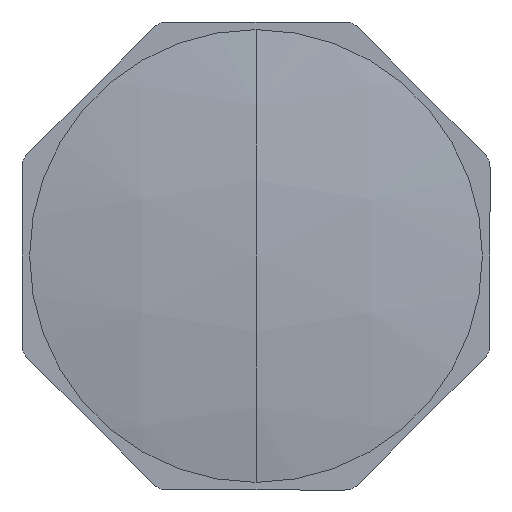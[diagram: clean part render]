
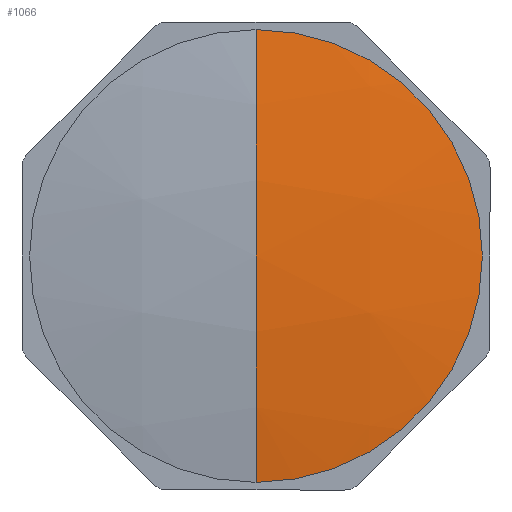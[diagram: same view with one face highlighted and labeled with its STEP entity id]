
A CAD part, left-side view. The second image highlights one B-rep face of the part: STEP entity #1066.
In plain terms, the highlighted spherical face has radius 138.417 mm.
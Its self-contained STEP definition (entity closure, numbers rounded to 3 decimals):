
#512 = EDGE_LOOP ( 'NONE', ( #765, #766, #767 ) ) ;
#765 = ORIENTED_EDGE ( 'NONE', *, *, #2549, .T. ) ;
#766 = ORIENTED_EDGE ( 'NONE', *, *, #2550, .T. ) ;
#767 = ORIENTED_EDGE ( 'NONE', *, *, #2551, .F. ) ;
#845 = VERTEX_POINT ( 'NONE', #952 ) ;
#849 = VERTEX_POINT ( 'NONE', #958 ) ;
#853 = VERTEX_POINT ( 'NONE', #960 ) ;
#952 = CARTESIAN_POINT ( 'NONE',  ( 0., 0., 0. ) ) ;
#958 = CARTESIAN_POINT ( 'NONE',  ( 1.8, 0., -22.25 ) ) ;
#960 = CARTESIAN_POINT ( 'NONE',  ( 1.8, 0., 22.25 ) ) ;
#1066 = ADVANCED_FACE ( 'NONE', ( #5998 ), #6000, .T. ) ;
#1124 = AXIS2_PLACEMENT_3D ( 'NONE', #5997, #6003, #6004 ) ;
#1241 = CIRCLE ( 'NONE', #1250, 138.417 ) ;
#1245 = CIRCLE ( 'NONE', #1248, 22.25 ) ;
#1248 = AXIS2_PLACEMENT_3D ( 'NONE', #3415, #3416, #3417 ) ;
#1249 = CIRCLE ( 'NONE', #1252, 138.417 ) ;
#1250 = AXIS2_PLACEMENT_3D ( 'NONE', #3418, #3419, #3420 ) ;
#1252 = AXIS2_PLACEMENT_3D ( 'NONE', #3421, #3422, #3423 ) ;
#2549 = EDGE_CURVE ( 'NONE', #849, #853, #1245, .T. ) ;
#2550 = EDGE_CURVE ( 'NONE', #853, #845, #1241, .T. ) ;
#2551 = EDGE_CURVE ( 'NONE', #849, #845, #1249, .T. ) ;
#3415 = CARTESIAN_POINT ( 'NONE',  ( 1.8, 0., 0. ) ) ;
#3416 = DIRECTION ( 'NONE',  ( -1., 0., 0. ) ) ;
#3417 = DIRECTION ( 'NONE',  ( 0., 0., 1. ) ) ;
#3418 = CARTESIAN_POINT ( 'NONE',  ( 138.417, 0., 0. ) ) ;
#3419 = DIRECTION ( 'NONE',  ( 0., -1., 0. ) ) ;
#3420 = DIRECTION ( 'NONE',  ( 0., 0., -1. ) ) ;
#3421 = CARTESIAN_POINT ( 'NONE',  ( 138.417, 0., 0. ) ) ;
#3422 = DIRECTION ( 'NONE',  ( 0., 1., 0. ) ) ;
#3423 = DIRECTION ( 'NONE',  ( 0., 0., 1. ) ) ;
#5997 = CARTESIAN_POINT ( 'NONE',  ( 138.417, 0., 0. ) ) ;
#5998 = FACE_OUTER_BOUND ( 'NONE', #512, .T. ) ;
#6000 = SPHERICAL_SURFACE ( 'NONE', #1124, 138.417 ) ;
#6003 = DIRECTION ( 'NONE',  ( 0., -1., 0. ) ) ;
#6004 = DIRECTION ( 'NONE',  ( 0., 0., -1. ) ) ;
